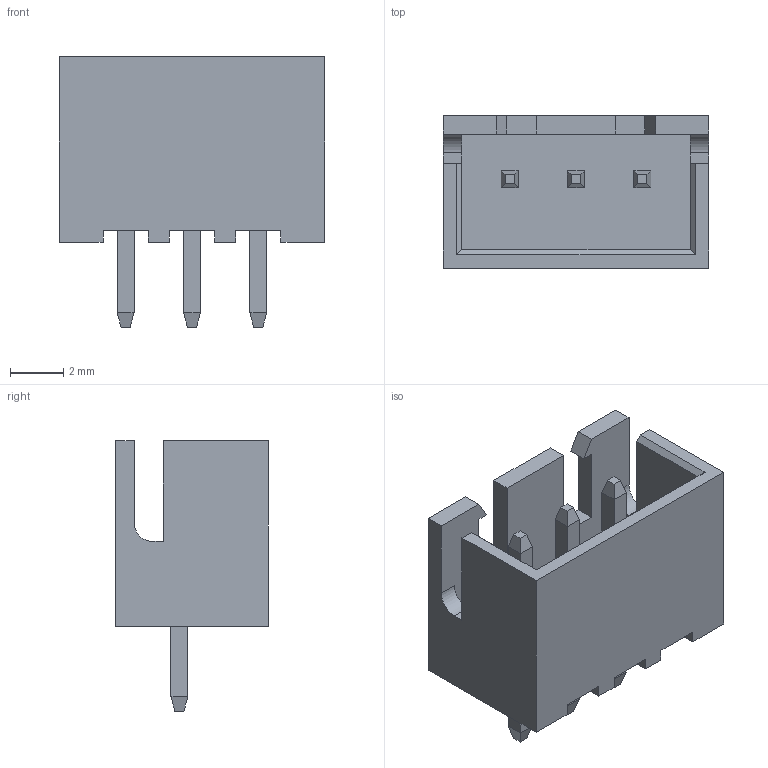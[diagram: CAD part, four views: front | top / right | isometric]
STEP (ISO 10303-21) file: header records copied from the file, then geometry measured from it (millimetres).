
FILE_DESCRIPTION (( 'STEP AP214' ), '1' );
FILE_NAME ('CONN-TH_3P-P2.50_A2501WV2-3P.step', '2022-07-29T16:27:14', ( '' ), ( '' ), 'SwSTEP 2.0', 'SolidWorks 2020', '' );
FILE_SCHEMA (( 'AUTOMOTIVE_DESIGN' ));
Length unit declared in the file: millimetre
Products named in the file (1): CONN-TH_3P-P2.50_A2501WV2-3P
Bounding box: 10 x 5.75 x 10.2 mm (x, y, z)
Volume: 197.8 mm3; surface area: 517.8 mm2
Topology: 14 solids, 14 shells, 389 faces, 1018 edges, 670 vertices
Faces by surface type: plane 275, bspline 112, cylinder 2
Entity records: 16807 total; most frequent: CARTESIAN_POINT 4182, ORIENTED_EDGE 2036, DIRECTION 1350, EDGE_CURVE 1018, VECTOR 786, LINE 786, VERTEX_POINT 670, EDGE_LOOP 414
